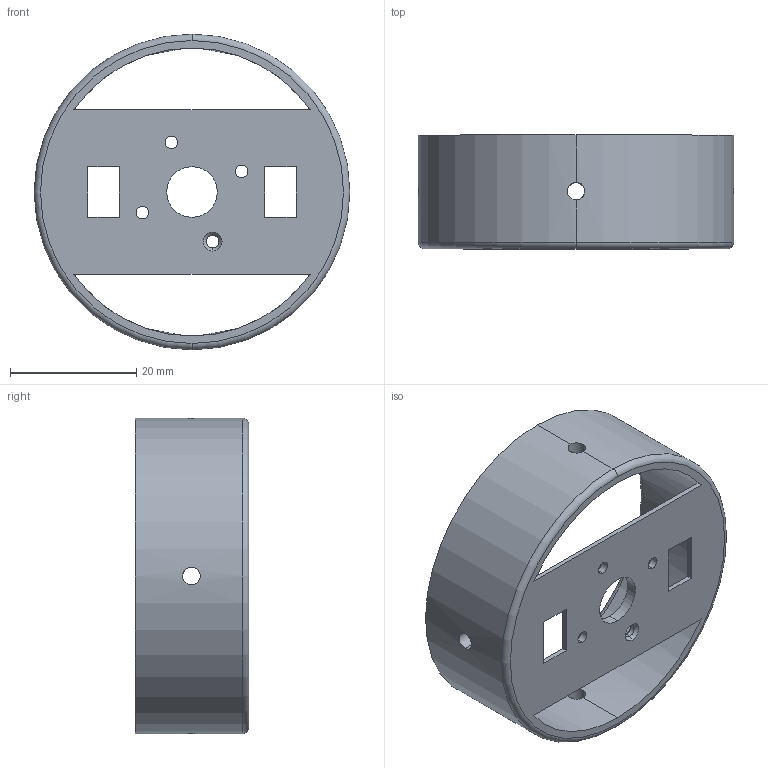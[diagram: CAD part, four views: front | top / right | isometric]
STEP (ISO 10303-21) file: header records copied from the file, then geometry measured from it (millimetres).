
FILE_DESCRIPTION (( 'STEP AP203' ), '1' );
FILE_NAME ('Wrist Connector.STEP', '2018-04-26T07:55:47', ( '' ), ( '' ), 'SwSTEP 2.0', 'SolidWorks 2016', '' );
FILE_SCHEMA (( 'CONFIG_CONTROL_DESIGN' ));
Length unit declared in the file: millimetre
Products named in the file (1): Wrist Connector
Bounding box: 50 x 18 x 50 mm (x, y, z)
Volume: 7463 mm3; surface area: 8053.6 mm2
Topology: 1 solids, 1 shells, 59 faces, 164 edges, 102 vertices
Faces by surface type: plane 23, cylinder 22, cone 10, torus 4
Entity records: 2345 total; most frequent: CARTESIAN_POINT 730, ORIENTED_EDGE 328, DIRECTION 306, EDGE_CURVE 164, AXIS2_PLACEMENT_3D 110, VERTEX_POINT 102, LINE 86, VECTOR 86
